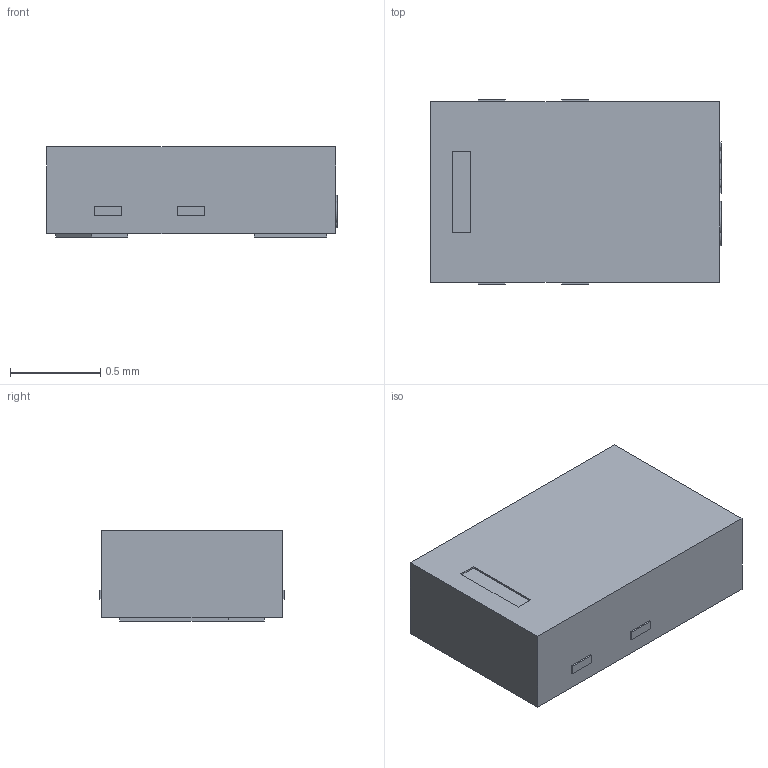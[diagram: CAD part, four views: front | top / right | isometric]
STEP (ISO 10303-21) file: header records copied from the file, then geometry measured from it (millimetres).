
FILE_DESCRIPTION (( 'STEP AP214' ), '1' );
FILE_NAME ('DFN-2_L1.6-W1.0-P1.10-RD.STEP', '2023-04-03T06:25:01', ( 'PC' ), ( 'Microsoft' ), 'SwSTEP 2.0', 'SolidWorks 2020', '' );
FILE_SCHEMA (( 'AUTOMOTIVE_DESIGN' ));
Length unit declared in the file: millimetre
Products named in the file (1): DFN-2_L1.6-W1.0-P1.10-RD
Bounding box: 1.61 x 1.02 x 0.5 mm (x, y, z)
Volume: 0.8 mm3; surface area: 5.9 mm2
Topology: 1 solids, 1 shells, 266 faces, 714 edges, 476 vertices
Faces by surface type: plane 168, bspline 98
Entity records: 11710 total; most frequent: CARTESIAN_POINT 2763, ORIENTED_EDGE 1428, DIRECTION 852, EDGE_CURVE 714, LINE 514, VECTOR 514, VERTEX_POINT 476, EDGE_LOOP 292
